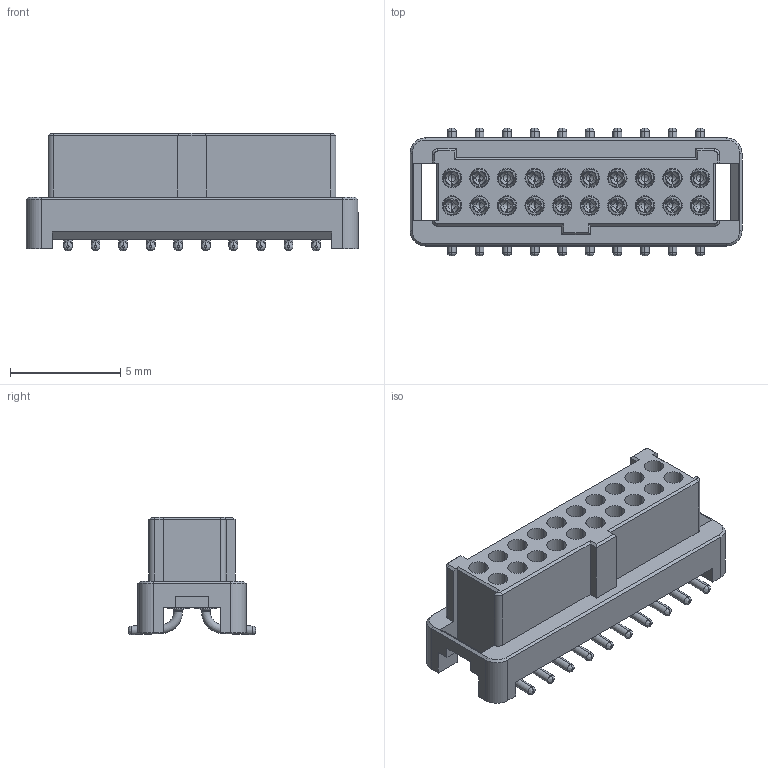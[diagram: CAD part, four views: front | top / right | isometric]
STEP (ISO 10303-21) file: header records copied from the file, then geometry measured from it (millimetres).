
FILE_DESCRIPTION((''),'2;1');
FILE_NAME('G125-FS12005L0P_ASM','2012-08-20T',('sbennett'),(''),'PRO/ENGINEER BY PARAMETRIC TECHNOLOGY CORPORATION, 2011490','PRO/ENGINEER BY PARAMETRIC TECHNOLOGY CORPORATION, 2011490','');
FILE_SCHEMA(('CONFIG_CONTROL_DESIGN','SHAPE_APPEARANCE_LAYERS_GROUPS'));
Length unit declared in the file: millimetre
Products named in the file (3): G125-2012096; G125-0050005_BENT; G125-FS12005L0P_ASM
Assembly tree (21 placements, depth 2):
  G125-FS12005L0P_ASM
    G125-2012096
    G125-0050005_BENT  x20
Bounding box: 15.05 x 5.79 x 5.34 mm (x, y, z)
Volume: 201.5 mm3; surface area: 890.3 mm2
Topology: 21 solids, 21 shells, 3707 faces, 8442 edges, 4794 vertices
Faces by surface type: plane 2009, cylinder 790, cone 548, bspline 280, torus 80
Entity records: 15313 total; most frequent: CARTESIAN_POINT 2731, DIRECTION 2087, ORIENTED_EDGE 1908, PRESENTATION_STYLE_ASSIGNMENT 960, STYLED_ITEM 960, CURVE_STYLE 954, EDGE_CURVE 954, AXIS2_PLACEMENT_3D 784
